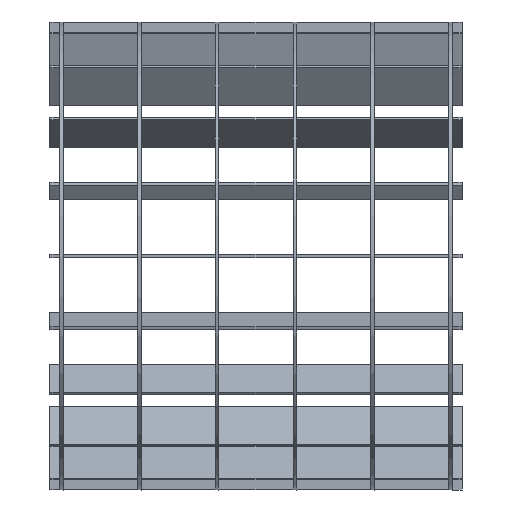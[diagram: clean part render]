
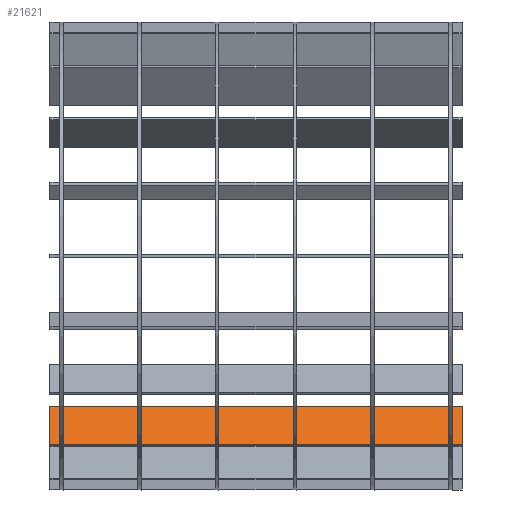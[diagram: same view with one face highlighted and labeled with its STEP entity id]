
A CAD part, left-side view. The second image highlights one B-rep face of the part: STEP entity #21621.
In plain terms, the highlighted planar face has unit normal (-0.809, 0, 0.588).
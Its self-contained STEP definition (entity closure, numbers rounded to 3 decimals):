
#1997=LINE('',#33110,#4883);
#1998=LINE('',#33112,#4884);
#1999=LINE('',#33114,#4885);
#2000=LINE('',#33116,#4886);
#2001=LINE('',#33118,#4887);
#2002=LINE('',#33120,#4888);
#2003=LINE('',#33122,#4889);
#2004=LINE('',#33124,#4890);
#2005=LINE('',#33126,#4891);
#2006=LINE('',#33128,#4892);
#2007=LINE('',#33130,#4893);
#2008=LINE('',#33132,#4894);
#2009=LINE('',#33134,#4895);
#2010=LINE('',#33136,#4896);
#2011=LINE('',#33138,#4897);
#2012=LINE('',#33140,#4898);
#2013=LINE('',#33142,#4899);
#2014=LINE('',#33144,#4900);
#2015=LINE('',#33146,#4901);
#2016=LINE('',#33148,#4902);
#2017=LINE('',#33150,#4903);
#2018=LINE('',#33152,#4904);
#2019=LINE('',#33154,#4905);
#2020=LINE('',#33156,#4906);
#2021=LINE('',#33158,#4907);
#2022=LINE('',#33160,#4908);
#2023=LINE('',#33162,#4909);
#2024=LINE('',#33163,#4910);
#4883=VECTOR('',#27118,10.);
#4884=VECTOR('',#27119,10.);
#4885=VECTOR('',#27120,10.);
#4886=VECTOR('',#27121,10.);
#4887=VECTOR('',#27122,10.);
#4888=VECTOR('',#27123,10.);
#4889=VECTOR('',#27124,10.);
#4890=VECTOR('',#27125,10.);
#4891=VECTOR('',#27126,10.);
#4892=VECTOR('',#27127,10.);
#4893=VECTOR('',#27128,10.);
#4894=VECTOR('',#27129,10.);
#4895=VECTOR('',#27130,10.);
#4896=VECTOR('',#27131,10.);
#4897=VECTOR('',#27132,10.);
#4898=VECTOR('',#27133,10.);
#4899=VECTOR('',#27134,10.);
#4900=VECTOR('',#27135,10.);
#4901=VECTOR('',#27136,10.);
#4902=VECTOR('',#27137,10.);
#4903=VECTOR('',#27138,10.);
#4904=VECTOR('',#27139,10.);
#4905=VECTOR('',#27140,10.);
#4906=VECTOR('',#27141,10.);
#4907=VECTOR('',#27142,10.);
#4908=VECTOR('',#27143,10.);
#4909=VECTOR('',#27144,10.);
#4910=VECTOR('',#27145,10.);
#6683=FACE_OUTER_BOUND('',#7793,.T.);
#7793=EDGE_LOOP('',(#17757,#17758,#17759,#17760,#17761,#17762,#17763,#17764,
#17765,#17766,#17767,#17768,#17769,#17770,#17771,#17772,#17773,#17774,#17775,
#17776,#17777,#17778,#17779,#17780,#17781,#17782,#17783,#17784));
#9799=VERTEX_POINT('',#33108);
#9800=VERTEX_POINT('',#33109);
#9801=VERTEX_POINT('',#33111);
#9802=VERTEX_POINT('',#33113);
#9803=VERTEX_POINT('',#33115);
#9804=VERTEX_POINT('',#33117);
#9805=VERTEX_POINT('',#33119);
#9806=VERTEX_POINT('',#33121);
#9807=VERTEX_POINT('',#33123);
#9808=VERTEX_POINT('',#33125);
#9809=VERTEX_POINT('',#33127);
#9810=VERTEX_POINT('',#33129);
#9811=VERTEX_POINT('',#33131);
#9812=VERTEX_POINT('',#33133);
#9813=VERTEX_POINT('',#33135);
#9814=VERTEX_POINT('',#33137);
#9815=VERTEX_POINT('',#33139);
#9816=VERTEX_POINT('',#33141);
#9817=VERTEX_POINT('',#33143);
#9818=VERTEX_POINT('',#33145);
#9819=VERTEX_POINT('',#33147);
#9820=VERTEX_POINT('',#33149);
#9821=VERTEX_POINT('',#33151);
#9822=VERTEX_POINT('',#33153);
#9823=VERTEX_POINT('',#33155);
#9824=VERTEX_POINT('',#33157);
#9825=VERTEX_POINT('',#33159);
#9826=VERTEX_POINT('',#33161);
#12573=EDGE_CURVE('',#9799,#9800,#1997,.T.);
#12574=EDGE_CURVE('',#9800,#9801,#1998,.T.);
#12575=EDGE_CURVE('',#9801,#9802,#1999,.T.);
#12576=EDGE_CURVE('',#9802,#9803,#2000,.T.);
#12577=EDGE_CURVE('',#9803,#9804,#2001,.T.);
#12578=EDGE_CURVE('',#9804,#9805,#2002,.T.);
#12579=EDGE_CURVE('',#9805,#9806,#2003,.T.);
#12580=EDGE_CURVE('',#9806,#9807,#2004,.T.);
#12581=EDGE_CURVE('',#9807,#9808,#2005,.T.);
#12582=EDGE_CURVE('',#9808,#9809,#2006,.T.);
#12583=EDGE_CURVE('',#9809,#9810,#2007,.T.);
#12584=EDGE_CURVE('',#9810,#9811,#2008,.T.);
#12585=EDGE_CURVE('',#9811,#9812,#2009,.T.);
#12586=EDGE_CURVE('',#9812,#9813,#2010,.T.);
#12587=EDGE_CURVE('',#9813,#9814,#2011,.T.);
#12588=EDGE_CURVE('',#9814,#9815,#2012,.T.);
#12589=EDGE_CURVE('',#9815,#9816,#2013,.T.);
#12590=EDGE_CURVE('',#9816,#9817,#2014,.T.);
#12591=EDGE_CURVE('',#9817,#9818,#2015,.T.);
#12592=EDGE_CURVE('',#9818,#9819,#2016,.T.);
#12593=EDGE_CURVE('',#9819,#9820,#2017,.T.);
#12594=EDGE_CURVE('',#9820,#9821,#2018,.T.);
#12595=EDGE_CURVE('',#9821,#9822,#2019,.T.);
#12596=EDGE_CURVE('',#9822,#9823,#2020,.T.);
#12597=EDGE_CURVE('',#9823,#9824,#2021,.T.);
#12598=EDGE_CURVE('',#9824,#9825,#2022,.T.);
#12599=EDGE_CURVE('',#9825,#9826,#2023,.T.);
#12600=EDGE_CURVE('',#9826,#9799,#2024,.T.);
#17757=ORIENTED_EDGE('',*,*,#12573,.T.);
#17758=ORIENTED_EDGE('',*,*,#12574,.T.);
#17759=ORIENTED_EDGE('',*,*,#12575,.T.);
#17760=ORIENTED_EDGE('',*,*,#12576,.T.);
#17761=ORIENTED_EDGE('',*,*,#12577,.T.);
#17762=ORIENTED_EDGE('',*,*,#12578,.T.);
#17763=ORIENTED_EDGE('',*,*,#12579,.T.);
#17764=ORIENTED_EDGE('',*,*,#12580,.T.);
#17765=ORIENTED_EDGE('',*,*,#12581,.T.);
#17766=ORIENTED_EDGE('',*,*,#12582,.T.);
#17767=ORIENTED_EDGE('',*,*,#12583,.T.);
#17768=ORIENTED_EDGE('',*,*,#12584,.T.);
#17769=ORIENTED_EDGE('',*,*,#12585,.T.);
#17770=ORIENTED_EDGE('',*,*,#12586,.T.);
#17771=ORIENTED_EDGE('',*,*,#12587,.T.);
#17772=ORIENTED_EDGE('',*,*,#12588,.T.);
#17773=ORIENTED_EDGE('',*,*,#12589,.T.);
#17774=ORIENTED_EDGE('',*,*,#12590,.T.);
#17775=ORIENTED_EDGE('',*,*,#12591,.T.);
#17776=ORIENTED_EDGE('',*,*,#12592,.T.);
#17777=ORIENTED_EDGE('',*,*,#12593,.T.);
#17778=ORIENTED_EDGE('',*,*,#12594,.T.);
#17779=ORIENTED_EDGE('',*,*,#12595,.T.);
#17780=ORIENTED_EDGE('',*,*,#12596,.T.);
#17781=ORIENTED_EDGE('',*,*,#12597,.T.);
#17782=ORIENTED_EDGE('',*,*,#12598,.T.);
#17783=ORIENTED_EDGE('',*,*,#12599,.T.);
#17784=ORIENTED_EDGE('',*,*,#12600,.T.);
#20523=PLANE('',#23010);
#21621=ADVANCED_FACE('',(#6683),#20523,.T.);
#23010=AXIS2_PLACEMENT_3D('',#33107,#27116,#27117);
#27116=DIRECTION('center_axis',(-0.809,0.,0.588));
#27117=DIRECTION('ref_axis',(0.588,0.,0.809));
#27118=DIRECTION('',(0.,-1.,0.));
#27119=DIRECTION('',(0.588,0.,0.809));
#27120=DIRECTION('',(0.,-1.,0.));
#27121=DIRECTION('',(-0.588,0.,-0.809));
#27122=DIRECTION('',(0.,-1.,0.));
#27123=DIRECTION('',(0.588,0.,0.809));
#27124=DIRECTION('',(0.,-1.,0.));
#27125=DIRECTION('',(-0.588,0.,-0.809));
#27126=DIRECTION('',(0.,-1.,0.));
#27127=DIRECTION('',(0.588,0.,0.809));
#27128=DIRECTION('',(0.,-1.,0.));
#27129=DIRECTION('',(-0.588,0.,-0.809));
#27130=DIRECTION('',(0.,-1.,0.));
#27131=DIRECTION('',(0.588,0.,0.809));
#27132=DIRECTION('',(0.,-1.,0.));
#27133=DIRECTION('',(-0.588,0.,-0.809));
#27134=DIRECTION('',(0.,-1.,0.));
#27135=DIRECTION('',(0.588,0.,0.809));
#27136=DIRECTION('',(0.,-1.,0.));
#27137=DIRECTION('',(-0.588,0.,-0.809));
#27138=DIRECTION('',(0.,-1.,0.));
#27139=DIRECTION('',(0.588,0.,0.809));
#27140=DIRECTION('',(0.,-1.,0.));
#27141=DIRECTION('',(-0.588,0.,-0.809));
#27142=DIRECTION('',(0.,-1.,0.));
#27143=DIRECTION('',(0.588,0.,0.809));
#27144=DIRECTION('',(0.,1.,0.));
#27145=DIRECTION('',(-0.588,0.,-0.809));
#33107=CARTESIAN_POINT('Origin',(-53.507,83.125,-72.371));
#33108=CARTESIAN_POINT('',(-59.385,171.25,-80.461));
#33109=CARTESIAN_POINT('',(-59.385,167.,-80.461));
#33110=CARTESIAN_POINT('',(-59.385,167.,-80.461));
#33111=CARTESIAN_POINT('',(-53.507,167.,-72.371));
#33112=CARTESIAN_POINT('',(-59.385,167.,-80.461));
#33113=CARTESIAN_POINT('',(-53.507,165.5,-72.371));
#33114=CARTESIAN_POINT('',(-53.507,166.25,-72.371));
#33115=CARTESIAN_POINT('',(-59.385,165.5,-80.461));
#33116=CARTESIAN_POINT('',(-53.507,165.5,-72.371));
#33117=CARTESIAN_POINT('',(-59.385,133.75,-80.461));
#33118=CARTESIAN_POINT('',(-59.385,165.5,-80.461));
#33119=CARTESIAN_POINT('',(-53.507,133.75,-72.371));
#33120=CARTESIAN_POINT('',(-59.385,133.75,-80.461));
#33121=CARTESIAN_POINT('',(-53.507,132.25,-72.371));
#33122=CARTESIAN_POINT('',(-53.507,133.,-72.371));
#33123=CARTESIAN_POINT('',(-59.385,132.25,-80.461));
#33124=CARTESIAN_POINT('',(-53.507,132.25,-72.371));
#33125=CARTESIAN_POINT('',(-59.385,100.5,-80.461));
#33126=CARTESIAN_POINT('',(-59.385,132.25,-80.461));
#33127=CARTESIAN_POINT('',(-53.507,100.5,-72.371));
#33128=CARTESIAN_POINT('',(-59.385,100.5,-80.461));
#33129=CARTESIAN_POINT('',(-53.507,99.,-72.371));
#33130=CARTESIAN_POINT('',(-53.507,99.75,-72.371));
#33131=CARTESIAN_POINT('',(-59.385,99.,-80.461));
#33132=CARTESIAN_POINT('',(-53.507,99.,-72.371));
#33133=CARTESIAN_POINT('',(-59.385,67.25,-80.461));
#33134=CARTESIAN_POINT('',(-59.385,67.25,-80.461));
#33135=CARTESIAN_POINT('',(-53.507,67.25,-72.371));
#33136=CARTESIAN_POINT('',(-59.385,67.25,-80.461));
#33137=CARTESIAN_POINT('',(-53.507,65.75,-72.371));
#33138=CARTESIAN_POINT('',(-53.507,66.5,-72.371));
#33139=CARTESIAN_POINT('',(-59.385,65.75,-80.461));
#33140=CARTESIAN_POINT('',(-53.507,65.75,-72.371));
#33141=CARTESIAN_POINT('',(-59.385,34.,-80.461));
#33142=CARTESIAN_POINT('',(-59.385,34.,-80.461));
#33143=CARTESIAN_POINT('',(-53.507,34.,-72.371));
#33144=CARTESIAN_POINT('',(-59.385,34.,-80.461));
#33145=CARTESIAN_POINT('',(-53.507,32.5,-72.371));
#33146=CARTESIAN_POINT('',(-53.507,33.25,-72.371));
#33147=CARTESIAN_POINT('',(-59.385,32.5,-80.461));
#33148=CARTESIAN_POINT('',(-53.507,32.5,-72.371));
#33149=CARTESIAN_POINT('',(-59.385,0.75,-80.461));
#33150=CARTESIAN_POINT('',(-59.385,0.75,-80.461));
#33151=CARTESIAN_POINT('',(-53.507,0.75,-72.371));
#33152=CARTESIAN_POINT('',(-59.385,0.75,-80.461));
#33153=CARTESIAN_POINT('',(-53.507,-0.75,-72.371));
#33154=CARTESIAN_POINT('',(-53.507,0.,-72.371));
#33155=CARTESIAN_POINT('',(-59.385,-0.75,-80.461));
#33156=CARTESIAN_POINT('',(-53.507,-0.75,-72.371));
#33157=CARTESIAN_POINT('',(-59.385,-5.,-80.461));
#33158=CARTESIAN_POINT('',(-59.385,-0.75,-80.461));
#33159=CARTESIAN_POINT('',(-47.63,-5.,-64.281));
#33160=CARTESIAN_POINT('',(-59.385,-5.,-80.461));
#33161=CARTESIAN_POINT('',(-47.63,171.25,-64.281));
#33162=CARTESIAN_POINT('',(-47.63,171.25,-64.281));
#33163=CARTESIAN_POINT('',(-59.385,171.25,-80.461));
